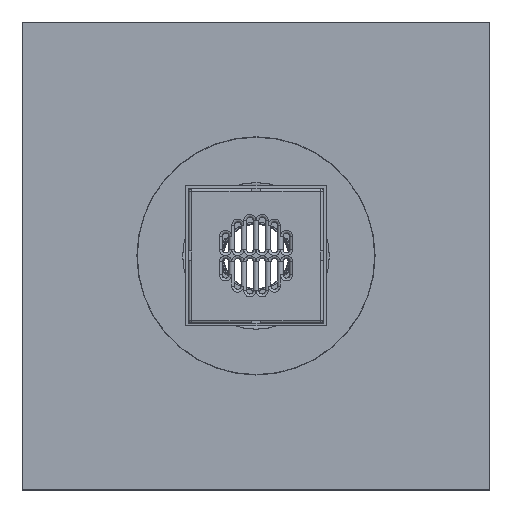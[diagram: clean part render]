
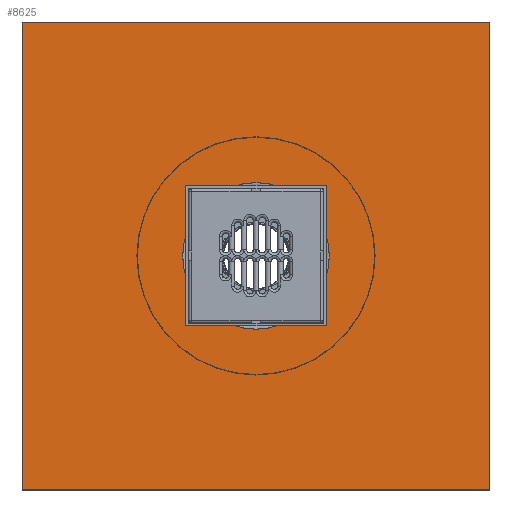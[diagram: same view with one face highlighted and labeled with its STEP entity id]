
A CAD part, top view. The second image highlights one B-rep face of the part: STEP entity #8625.
In plain terms, the highlighted planar face has unit normal (0, 0, 1).
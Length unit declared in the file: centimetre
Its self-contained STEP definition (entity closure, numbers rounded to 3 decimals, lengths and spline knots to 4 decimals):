
#582=FACE_BOUND('',#1595,.T.);
#903=FACE_OUTER_BOUND('',#1594,.T.);
#1594=EDGE_LOOP('',(#6482,#6483,#6484,#6485));
#1595=EDGE_LOOP('',(#6486));
#2315=CIRCLE('',#10870,78.2516);
#3169=VERTEX_POINT('',#16966);
#3171=VERTEX_POINT('',#16970);
#3172=VERTEX_POINT('',#16974);
#3174=VERTEX_POINT('',#16977);
#3193=VERTEX_POINT('',#17045);
#4298=EDGE_CURVE('',#3169,#3171,#9221,.T.);
#4300=EDGE_CURVE('',#3174,#3172,#9223,.T.);
#4303=EDGE_CURVE('',#3171,#3174,#9226,.T.);
#4306=EDGE_CURVE('',#3169,#3172,#9229,.T.);
#4334=EDGE_CURVE('',#3193,#3193,#2315,.T.);
#6482=ORIENTED_EDGE('',*,*,#4306,.F.);
#6483=ORIENTED_EDGE('',*,*,#4298,.T.);
#6484=ORIENTED_EDGE('',*,*,#4303,.T.);
#6485=ORIENTED_EDGE('',*,*,#4300,.T.);
#6486=ORIENTED_EDGE('',*,*,#4334,.T.);
#8208=PLANE('',#10873);
#8625=ADVANCED_FACE('',(#903,#582),#8208,.T.);
#9221=LINE('',#16972,#9820);
#9223=LINE('',#16978,#9822);
#9226=LINE('',#16983,#9825);
#9229=LINE('',#16987,#9828);
#9820=VECTOR('',#13137,1.);
#9822=VECTOR('',#13141,1.);
#9825=VECTOR('',#13146,1.);
#9828=VECTOR('',#13151,1.);
#10870=AXIS2_PLACEMENT_3D('',#17046,#13225,#13226);
#10873=AXIS2_PLACEMENT_3D('',#17049,#13231,#13232);
#13137=DIRECTION('',(1.,0.,0.));
#13141=DIRECTION('',(-1.,0.,0.));
#13146=DIRECTION('',(0.,1.,0.));
#13151=DIRECTION('',(0.,1.,0.));
#13225=DIRECTION('center_axis',(0.,0.,-1.));
#13226=DIRECTION('ref_axis',(1.,0.,0.));
#13231=DIRECTION('center_axis',(0.,0.,1.));
#13232=DIRECTION('ref_axis',(0.,1.,0.));
#16966=CARTESIAN_POINT('',(-250.,-250.,378.129));
#16970=CARTESIAN_POINT('',(250.,-250.,378.129));
#16972=CARTESIAN_POINT('',(0.,-250.,378.129));
#16974=CARTESIAN_POINT('',(-250.,250.,378.129));
#16977=CARTESIAN_POINT('',(250.,250.,378.129));
#16978=CARTESIAN_POINT('',(0.,250.,378.129));
#16983=CARTESIAN_POINT('',(250.,0.,378.129));
#16987=CARTESIAN_POINT('',(-250.,0.,378.129));
#17045=CARTESIAN_POINT('',(0.,-78.2516,378.129));
#17046=CARTESIAN_POINT('Origin',(0.,0.,378.129));
#17049=CARTESIAN_POINT('Origin',(0.,0.,378.129));
